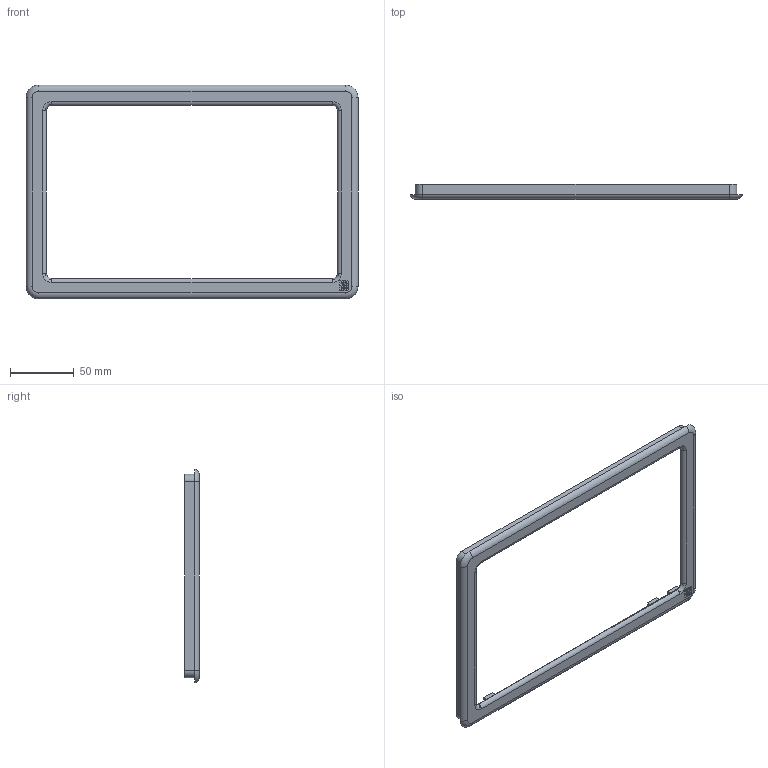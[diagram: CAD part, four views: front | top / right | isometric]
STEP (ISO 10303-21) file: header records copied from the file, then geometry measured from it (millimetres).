
FILE_DESCRIPTION(/* description */ (''),/* implementation_level */ '2;1');
FILE_NAME(/* name */ 'Front Bezel.step',/* time_stamp */ '2025-07-11T16:29:46-04:00',/* author */ (''),/* organization */ (''),/* preprocessor_version */ 'ST-DEVELOPER v20.1',/* originating_system */ 'Autodesk Translation Framework v14.10.0.0',/* authorisation */ '');
FILE_SCHEMA (('AUTOMOTIVE_DESIGN { 1 0 10303 214 3 1 1 }'));
Length unit declared in the file: millimetre
Products named in the file (2): Front Bezel; Logo
Assembly tree (1 placements, depth 2):
  Front Bezel
    Logo
Bounding box: 260 x 11.5 x 167.5 mm (x, y, z)
Volume: 48525.2 mm3; surface area: 42676.7 mm2
Topology: 5 solids, 5 shells, 564 faces, 1600 edges, 1064 vertices
Faces by surface type: bspline 412, plane 84, cylinder 60, torus 8
Full cylindrical faces by diameter (mm): 4 x8
Entity records: 19660 total; most frequent: CARTESIAN_POINT 8734, ORIENTED_EDGE 3200, EDGE_CURVE 1600, DIRECTION 1178, VERTEX_POINT 1064, LINE 636, VECTOR 636, EDGE_LOOP 608
